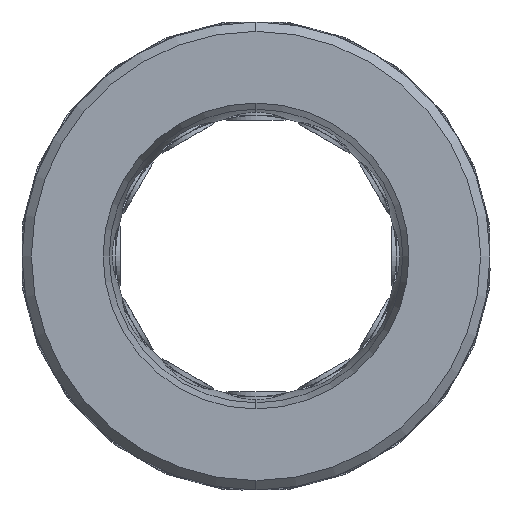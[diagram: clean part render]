
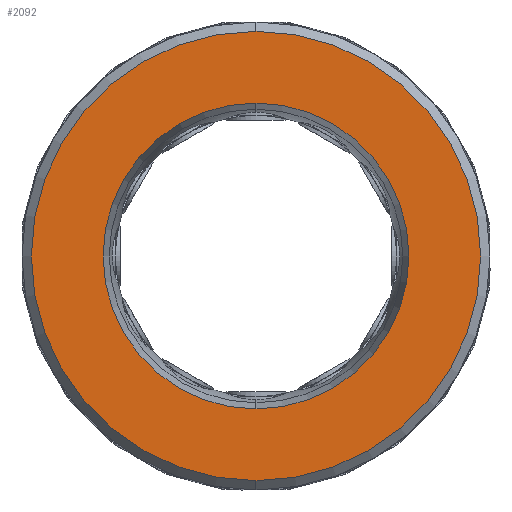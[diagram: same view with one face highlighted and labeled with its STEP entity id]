
A CAD part, front view. The second image highlights one B-rep face of the part: STEP entity #2092.
In plain terms, the highlighted planar face has unit normal (0, -1, 0).
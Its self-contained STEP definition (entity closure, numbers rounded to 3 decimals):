
#727 = CARTESIAN_POINT ( 'NONE',  ( 221.174, -6.032, 0. ) ) ;
#1058 = DIRECTION ( 'NONE',  ( 0., -1., 0. ) ) ;
#1123 = CARTESIAN_POINT ( 'NONE',  ( 221.174, -6.032, 0. ) ) ;
#1489 = CIRCLE ( 'NONE', #18329, 16.34 ) ;
#2062 = DIRECTION ( 'NONE',  ( 0., 0., 1. ) ) ;
#2092 = ADVANCED_FACE ( 'NONE', ( #12728, #15333 ), #10591, .F. ) ;
#2899 = EDGE_LOOP ( 'NONE', ( #8796, #6820 ) ) ;
#3386 = CARTESIAN_POINT ( 'NONE',  ( 221.174, -6.032, 24. ) ) ;
#3410 = DIRECTION ( 'NONE',  ( 0., -1., 0. ) ) ;
#4855 = CARTESIAN_POINT ( 'NONE',  ( 221.174, -6.032, -24. ) ) ;
#5118 = DIRECTION ( 'NONE',  ( 0., -1., 0. ) ) ;
#5121 = EDGE_CURVE ( 'NONE', #14891, #18799, #1489, .T. ) ;
#5420 = CARTESIAN_POINT ( 'NONE',  ( 221.174, -6.032, -16.34 ) ) ;
#5660 = EDGE_CURVE ( 'NONE', #7663, #17087, #15990, .T. ) ;
#6275 = CARTESIAN_POINT ( 'NONE',  ( 221.174, -6.032, 0. ) ) ;
#6468 = DIRECTION ( 'NONE',  ( 0., 0., -1. ) ) ;
#6521 = DIRECTION ( 'NONE',  ( 0., 0., -1. ) ) ;
#6629 = AXIS2_PLACEMENT_3D ( 'NONE', #727, #6852, #11371 ) ;
#6820 = ORIENTED_EDGE ( 'NONE', *, *, #15395, .F. ) ;
#6852 = DIRECTION ( 'NONE',  ( 0., -1., 0. ) ) ;
#7046 = ORIENTED_EDGE ( 'NONE', *, *, #5660, .T. ) ;
#7501 = AXIS2_PLACEMENT_3D ( 'NONE', #12591, #17095, #2062 ) ;
#7663 = VERTEX_POINT ( 'NONE', #4855 ) ;
#8796 = ORIENTED_EDGE ( 'NONE', *, *, #5121, .F. ) ;
#9638 = CARTESIAN_POINT ( 'NONE',  ( 221.174, -6.032, 0. ) ) ;
#10314 = DIRECTION ( 'NONE',  ( 0., 0., -1. ) ) ;
#10591 = PLANE ( 'NONE',  #7501 ) ;
#10745 = EDGE_CURVE ( 'NONE', #17087, #7663, #11087, .T. ) ;
#11087 = CIRCLE ( 'NONE', #6629, 24. ) ;
#11352 = CARTESIAN_POINT ( 'NONE',  ( 221.174, -6.032, 16.34 ) ) ;
#11371 = DIRECTION ( 'NONE',  ( 0., 0., -1. ) ) ;
#12591 = CARTESIAN_POINT ( 'NONE',  ( 197.174, -6.032, 0. ) ) ;
#12728 = FACE_BOUND ( 'NONE', #2899, .T. ) ;
#14050 = EDGE_LOOP ( 'NONE', ( #15068, #7046 ) ) ;
#14891 = VERTEX_POINT ( 'NONE', #5420 ) ;
#15068 = ORIENTED_EDGE ( 'NONE', *, *, #10745, .T. ) ;
#15333 = FACE_OUTER_BOUND ( 'NONE', #14050, .T. ) ;
#15395 = EDGE_CURVE ( 'NONE', #18799, #14891, #18228, .T. ) ;
#15990 = CIRCLE ( 'NONE', #16674, 24. ) ;
#15997 = AXIS2_PLACEMENT_3D ( 'NONE', #1123, #1058, #10314 ) ;
#16674 = AXIS2_PLACEMENT_3D ( 'NONE', #9638, #5118, #6521 ) ;
#17087 = VERTEX_POINT ( 'NONE', #3386 ) ;
#17095 = DIRECTION ( 'NONE',  ( 0., 1., 0. ) ) ;
#18228 = CIRCLE ( 'NONE', #15997, 16.34 ) ;
#18329 = AXIS2_PLACEMENT_3D ( 'NONE', #6275, #3410, #6468 ) ;
#18799 = VERTEX_POINT ( 'NONE', #11352 ) ;
